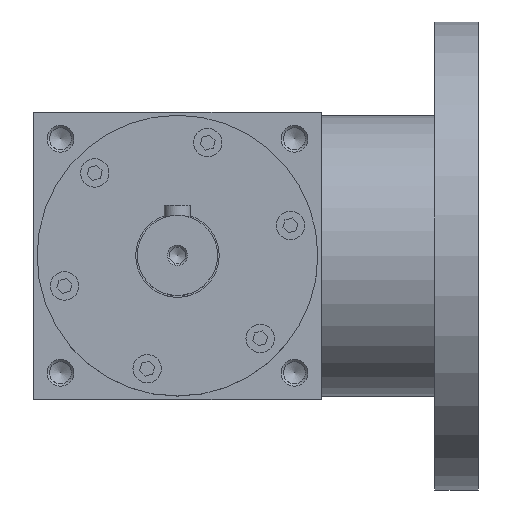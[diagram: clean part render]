
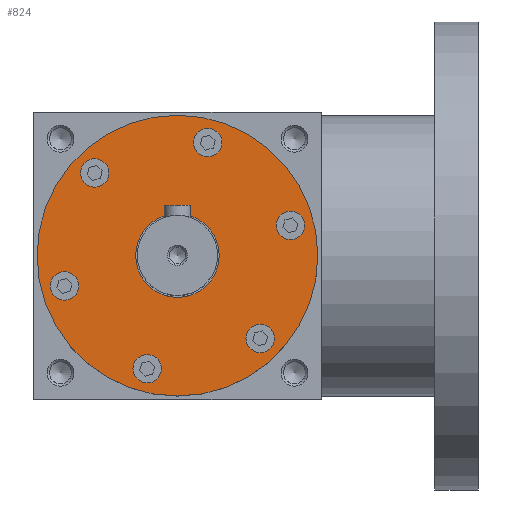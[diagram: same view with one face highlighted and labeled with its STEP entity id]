
A CAD part, top view. The second image highlights one B-rep face of the part: STEP entity #824.
In plain terms, the highlighted face is planar.
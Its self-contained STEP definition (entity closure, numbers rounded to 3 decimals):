
#824 = ADVANCED_FACE( '', ( #1791, #1792, #1793, #1794, #1795, #1796, #1797, #1798 ), #1799, .F. );
#1791 = FACE_OUTER_BOUND( '', #2766, .T. );
#1792 = FACE_BOUND( '', #2767, .T. );
#1793 = FACE_BOUND( '', #2768, .T. );
#1794 = FACE_BOUND( '', #2769, .T. );
#1795 = FACE_BOUND( '', #2770, .T. );
#1796 = FACE_BOUND( '', #2771, .T. );
#1797 = FACE_BOUND( '', #2772, .T. );
#1798 = FACE_BOUND( '', #2773, .T. );
#1799 = PLANE( '', #2774 );
#2766 = EDGE_LOOP( '', ( #4710 ) );
#2767 = EDGE_LOOP( '', ( #4711 ) );
#2768 = EDGE_LOOP( '', ( #4712 ) );
#2769 = EDGE_LOOP( '', ( #4713 ) );
#2770 = EDGE_LOOP( '', ( #4714 ) );
#2771 = EDGE_LOOP( '', ( #4715 ) );
#2772 = EDGE_LOOP( '', ( #4716 ) );
#2773 = EDGE_LOOP( '', ( #4717 ) );
#2774 = AXIS2_PLACEMENT_3D( '', #4718, #4719, #4720 );
#4710 = ORIENTED_EDGE( '', *, *, #5356, .F. );
#4711 = ORIENTED_EDGE( '', *, *, #5533, .T. );
#4712 = ORIENTED_EDGE( '', *, *, #5451, .T. );
#4713 = ORIENTED_EDGE( '', *, *, #5094, .T. );
#4714 = ORIENTED_EDGE( '', *, *, #4864, .T. );
#4715 = ORIENTED_EDGE( '', *, *, #5151, .T. );
#4716 = ORIENTED_EDGE( '', *, *, #5159, .T. );
#4717 = ORIENTED_EDGE( '', *, *, #4920, .T. );
#4718 = CARTESIAN_POINT( '', ( -58., 0., 0. ) );
#4719 = DIRECTION( '', ( 1., 0., 0. ) );
#4720 = DIRECTION( '', ( 0., 0., -1. ) );
#4864 = EDGE_CURVE( '', #5642, #5642, #5643, .T. );
#4920 = EDGE_CURVE( '', #5737, #5737, #5738, .T. );
#5094 = EDGE_CURVE( '', #6025, #6025, #6026, .T. );
#5151 = EDGE_CURVE( '', #6114, #6114, #6115, .T. );
#5159 = EDGE_CURVE( '', #6127, #6127, #6128, .T. );
#5356 = EDGE_CURVE( '', #6407, #6407, #6408, .T. );
#5451 = EDGE_CURVE( '', #6533, #6533, #6534, .T. );
#5533 = EDGE_CURVE( '', #6627, #6627, #6628, .T. );
#5642 = VERTEX_POINT( '', #6742 );
#5643 = CIRCLE( '', #6743, 4.25 );
#5737 = VERTEX_POINT( '', #6860 );
#5738 = CIRCLE( '', #6861, 12.5 );
#6025 = VERTEX_POINT( '', #7205 );
#6026 = CIRCLE( '', #7206, 4.25 );
#6114 = VERTEX_POINT( '', #7316 );
#6115 = CIRCLE( '', #7317, 4.25 );
#6127 = VERTEX_POINT( '', #7329 );
#6128 = CIRCLE( '', #7330, 4.25 );
#6407 = VERTEX_POINT( '', #7759 );
#6408 = CIRCLE( '', #7760, 42. );
#6533 = VERTEX_POINT( '', #7919 );
#6534 = CIRCLE( '', #7920, 4.25 );
#6627 = VERTEX_POINT( '', #8033 );
#6628 = CIRCLE( '', #8034, 4.25 );
#6742 = CARTESIAN_POINT( '', ( -58., -12.739, -31.682 ) );
#6743 = AXIS2_PLACEMENT_3D( '', #8167, #8168, #8169 );
#6860 = CARTESIAN_POINT( '', ( -58., 0., -12.5 ) );
#6861 = AXIS2_PLACEMENT_3D( '', #8250, #8251, #8252 );
#7205 = CARTESIAN_POINT( '', ( -58., -33.807, -4.809 ) );
#7206 = AXIS2_PLACEMENT_3D( '', #8529, #8530, #8531 );
#7316 = CARTESIAN_POINT( '', ( -58., 21.068, -26.874 ) );
#7317 = AXIS2_PLACEMENT_3D( '', #8611, #8612, #8613 );
#7329 = CARTESIAN_POINT( '', ( -58., 33.807, 4.809 ) );
#7330 = AXIS2_PLACEMENT_3D( '', #8629, #8630, #8631 );
#7759 = CARTESIAN_POINT( '', ( -58., 0., -42. ) );
#7760 = AXIS2_PLACEMENT_3D( '', #8854, #8855, #8856 );
#7919 = CARTESIAN_POINT( '', ( -58., -21.068, 26.874 ) );
#7920 = AXIS2_PLACEMENT_3D( '', #8942, #8943, #8944 );
#8033 = CARTESIAN_POINT( '', ( -58., 12.739, 31.682 ) );
#8034 = AXIS2_PLACEMENT_3D( '', #9010, #9011, #9012 );
#8167 = CARTESIAN_POINT( '', ( -58., -9.059, -33.807 ) );
#8168 = DIRECTION( '', ( 1., 0., 0. ) );
#8169 = DIRECTION( '', ( 0., -0.866, 0.5 ) );
#8250 = CARTESIAN_POINT( '', ( -58., 0., 0. ) );
#8251 = DIRECTION( '', ( 1., 0., 0. ) );
#8252 = DIRECTION( '', ( 0., 0., -1. ) );
#8529 = CARTESIAN_POINT( '', ( -58., -33.807, -9.059 ) );
#8530 = DIRECTION( '', ( 1., 0., 0. ) );
#8531 = DIRECTION( '', ( 0., 0., 1. ) );
#8611 = CARTESIAN_POINT( '', ( -58., 24.749, -24.749 ) );
#8612 = DIRECTION( '', ( 1., 0., 0. ) );
#8613 = DIRECTION( '', ( 0., -0.866, -0.5 ) );
#8629 = CARTESIAN_POINT( '', ( -58., 33.807, 9.059 ) );
#8630 = DIRECTION( '', ( 1., 0., 0. ) );
#8631 = DIRECTION( '', ( 0., 0., -1. ) );
#8854 = CARTESIAN_POINT( '', ( -58., 0., 0. ) );
#8855 = DIRECTION( '', ( 1., 0., 0. ) );
#8856 = DIRECTION( '', ( 0., 0., -1. ) );
#8942 = CARTESIAN_POINT( '', ( -58., -24.749, 24.749 ) );
#8943 = DIRECTION( '', ( 1., 0., 0. ) );
#8944 = DIRECTION( '', ( 0., 0.866, 0.5 ) );
#9010 = CARTESIAN_POINT( '', ( -58., 9.059, 33.807 ) );
#9011 = DIRECTION( '', ( 1., 0., 0. ) );
#9012 = DIRECTION( '', ( 0., 0.866, -0.5 ) );
